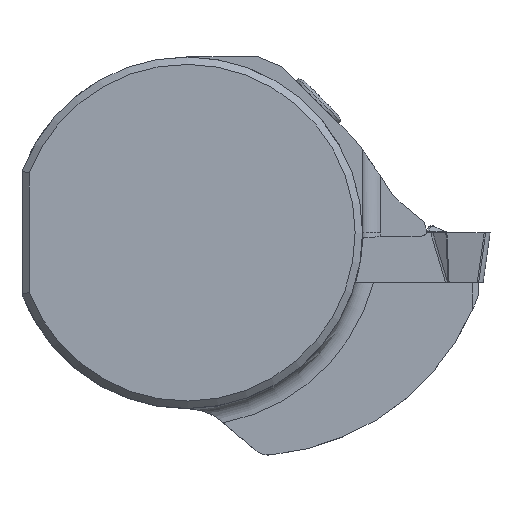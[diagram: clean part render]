
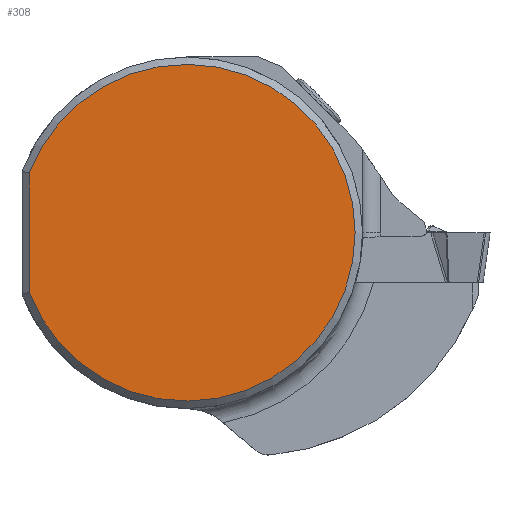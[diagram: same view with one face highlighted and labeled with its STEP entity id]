
A CAD part, top view. The second image highlights one B-rep face of the part: STEP entity #308.
In plain terms, the highlighted planar face has unit normal (0, 0, 1).
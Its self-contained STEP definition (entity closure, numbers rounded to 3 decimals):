
#196=CIRCLE('',#2132,15.325);
#308=ADVANCED_FACE('',(#458),#380,.F.);
#380=PLANE('',#2135);
#458=FACE_OUTER_BOUND('',#561,.T.);
#561=EDGE_LOOP('',(#983,#984));
#983=ORIENTED_EDGE('',*,*,#1477,.F.);
#984=ORIENTED_EDGE('',*,*,#1535,.T.);
#1251=VERTEX_POINT('',#4163);
#1252=VERTEX_POINT('',#4168);
#1477=EDGE_CURVE('',#1252,#1251,#1689,.T.);
#1535=EDGE_CURVE('',#1252,#1251,#196,.T.);
#1689=LINE('',#4169,#1840);
#1840=VECTOR('',#2424,1.);
#2132=AXIS2_PLACEMENT_3D('',#4324,#2533,#2534);
#2135=AXIS2_PLACEMENT_3D('',#4327,#2539,#2540);
#2424=DIRECTION('',(0.,1.,0.));
#2533=DIRECTION('',(0.,0.,1.));
#2534=DIRECTION('',(1.,0.,0.));
#2539=DIRECTION('',(0.,0.,-1.));
#2540=DIRECTION('',(1.,0.,0.));
#4163=CARTESIAN_POINT('',(-14.325,5.445,0.));
#4168=CARTESIAN_POINT('',(-14.325,-5.445,0.));
#4169=CARTESIAN_POINT('',(-14.325,16.,0.));
#4324=CARTESIAN_POINT('',(0.,0.,0.));
#4327=CARTESIAN_POINT('',(0.,0.,0.));
